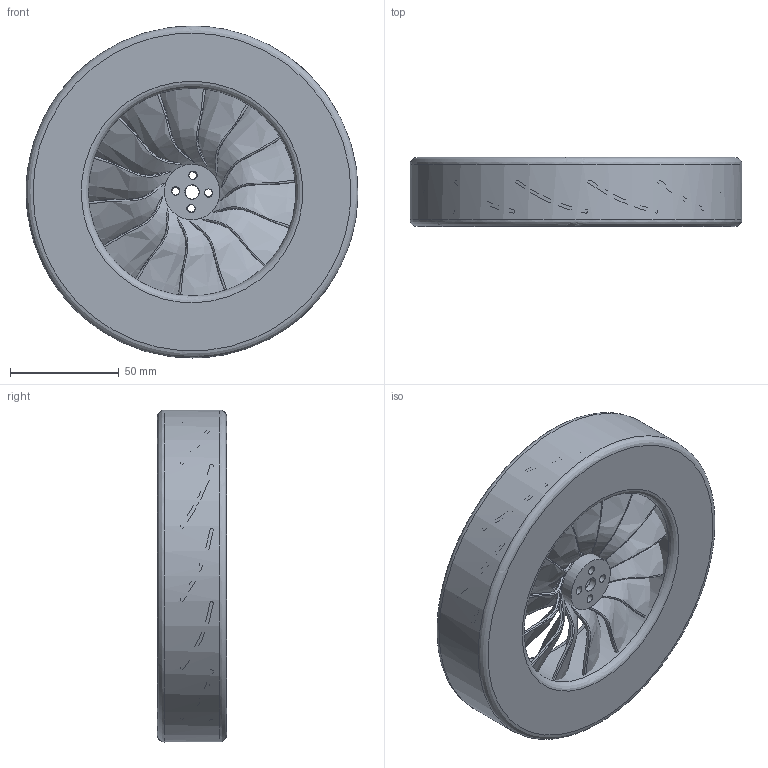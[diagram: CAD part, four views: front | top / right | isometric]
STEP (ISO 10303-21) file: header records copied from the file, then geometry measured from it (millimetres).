
FILE_DESCRIPTION(('FreeCAD Model'),'2;1');
FILE_NAME('Open CASCADE Shape Model','2025-04-26T20:37:51',('FreeCAD'),( 'FreeCAD'),'Open CASCADE STEP processor 7.6','FreeCAD','Unknown');
FILE_SCHEMA(('AUTOMOTIVE_DESIGN { 1 0 10303 214 1 1 1 1 }'));
Products named in the file (1): Open CASCADE STEP translator 7.6 1
Bounding box: 152.71 x 31.82 x 152.74 mm (x, y, z)
Volume: 406058.1 mm3; surface area: 107703.6 mm2
Topology: 3 solids, 3 shells, 358 faces, 1028 edges, 690 vertices
Faces by surface type: bspline 358
Entity records: 139597 total; most frequent: CARTESIAN_POINT 133276, ORIENTED_EDGE 2056, EDGE_CURVE 1028, B_SPLINE_CURVE_WITH_KNOTS 996, VERTEX_POINT 690, FACE_BOUND 414, EDGE_LOOP 414, ADVANCED_FACE 358
